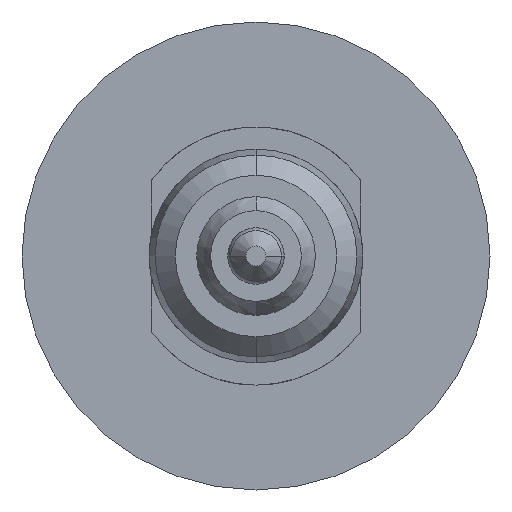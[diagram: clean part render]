
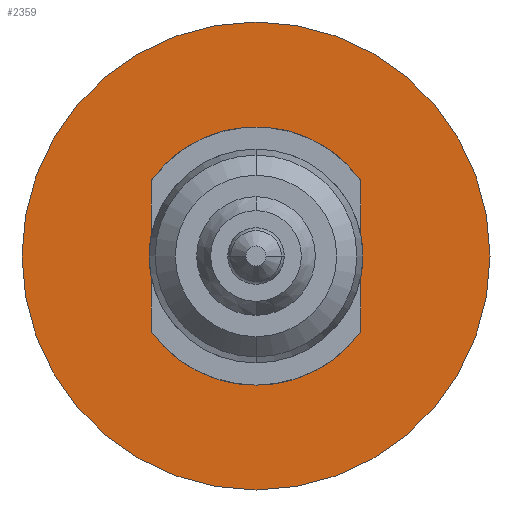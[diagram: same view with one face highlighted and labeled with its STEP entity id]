
A CAD part, front view. The second image highlights one B-rep face of the part: STEP entity #2359.
In plain terms, the highlighted planar face has unit normal (0, -1, 0).
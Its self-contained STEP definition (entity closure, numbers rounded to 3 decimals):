
#44 = CARTESIAN_POINT ( 'NONE',  ( 0., 33.4, -1.4 ) ) ;
#71 = EDGE_LOOP ( 'NONE', ( #4040, #1361 ) ) ;
#183 = CARTESIAN_POINT ( 'NONE',  ( 0.55, 33.4, 0. ) ) ;
#279 = DIRECTION ( 'NONE',  ( 0., 0., 1. ) ) ;
#301 = VERTEX_POINT ( 'NONE', #2813 ) ;
#328 = VECTOR ( 'NONE', #2050, 1000. ) ;
#392 = VECTOR ( 'NONE', #279, 1000. ) ;
#428 = EDGE_CURVE ( 'Defeature ausgef�hrt2_35+Defeature ausgef�hrt2_47+Defeature ausgef�hrt2_33+Defeature ausgef�hrt2_33', #2399, #301, #4332, .T. ) ;
#429 = DIRECTION ( 'NONE',  ( 0., 0., -1. ) ) ;
#446 = CARTESIAN_POINT ( 'NONE',  ( 0., 33.4, 0. ) ) ;
#457 = VERTEX_POINT ( 'NONE', #984 ) ;
#463 = CIRCLE ( 'NONE', #2322, 1.05 ) ;
#478 = CARTESIAN_POINT ( 'NONE',  ( -0.55, 33.4, 0. ) ) ;
#570 = AXIS2_PLACEMENT_3D ( 'NONE', #446, #3710, #1252 ) ;
#572 = EDGE_CURVE ( 'Defeature ausgef�hrt2_51+Defeature ausgef�hrt2_47+Defeature ausgef�hrt2_48+Defeature ausgef�hrt2_43', #1464, #4974, #2786, .T. ) ;
#605 = DIRECTION ( 'NONE',  ( 0., -1., 0. ) ) ;
#696 = CIRCLE ( 'NONE', #2190, 2.9 ) ;
#790 = CARTESIAN_POINT ( 'NONE',  ( 0.5, 33.4, 1.308 ) ) ;
#792 = CARTESIAN_POINT ( 'NONE',  ( -0.5, 33.4, -10. ) ) ;
#836 = DIRECTION ( 'NONE',  ( 0., 0., -1. ) ) ;
#868 = EDGE_CURVE ( 'Defeature ausgef�hrt2_47+Defeature ausgef�hrt2_46+Defeature ausgef�hrt2_46+Defeature ausgef�hrt2_46', #1344, #5065, #696, .T. ) ;
#915 = ORIENTED_EDGE ( 'NONE', *, *, #1477, .F. ) ;
#984 = CARTESIAN_POINT ( 'NONE',  ( -0.5, 33.4, 1.308 ) ) ;
#1037 = ORIENTED_EDGE ( 'NONE', *, *, #3519, .T. ) ;
#1138 = CIRCLE ( 'NONE', #4581, 2.9 ) ;
#1191 = AXIS2_PLACEMENT_3D ( 'NONE', #2462, #4417, #3657 ) ;
#1194 = EDGE_CURVE ( 'Defeature ausgef�hrt2_33+Defeature ausgef�hrt2_47+Defeature ausgef�hrt2_34+Defeature ausgef�hrt2_34', #4774, #4919, #4725, .T. ) ;
#1252 = DIRECTION ( 'NONE',  ( 0., 0., -1. ) ) ;
#1271 = DIRECTION ( 'NONE',  ( 0., -1., 0. ) ) ;
#1285 = CARTESIAN_POINT ( 'NONE',  ( 0., 33.4, 0. ) ) ;
#1344 = VERTEX_POINT ( 'NONE', #1560 ) ;
#1361 = ORIENTED_EDGE ( 'NONE', *, *, #868, .T. ) ;
#1392 = DIRECTION ( 'NONE',  ( 0., 0., -1. ) ) ;
#1464 = VERTEX_POINT ( 'NONE', #2444 ) ;
#1477 = EDGE_CURVE ( 'Defeature ausgef�hrt2_43+Defeature ausgef�hrt2_47+Defeature ausgef�hrt2_51+Defeature ausgef�hrt2_52', #4974, #457, #2802, .T. ) ;
#1503 = VERTEX_POINT ( 'NONE', #3694 ) ;
#1527 = FACE_BOUND ( 'NONE', #4187, .T. ) ;
#1550 = EDGE_CURVE ( 'Defeature ausgef�hrt2_48+Defeature ausgef�hrt2_47+Defeature ausgef�hrt2_52+Defeature ausgef�hrt2_51', #2023, #1464, #4665, .T. ) ;
#1560 = CARTESIAN_POINT ( 'NONE',  ( 0., 33.4, 2.9 ) ) ;
#1583 = ORIENTED_EDGE ( 'NONE', *, *, #1194, .F. ) ;
#1665 = CARTESIAN_POINT ( 'NONE',  ( 0., 33.4, 0. ) ) ;
#1678 = EDGE_LOOP ( 'NONE', ( #3851, #1037, #915, #4229, #4183 ) ) ;
#1699 = DIRECTION ( 'NONE',  ( 0., 0., -1. ) ) ;
#1761 = CARTESIAN_POINT ( 'NONE',  ( -0.55, 33.4, -0.894 ) ) ;
#1971 = FACE_BOUND ( 'NONE', #1678, .T. ) ;
#1986 = AXIS2_PLACEMENT_3D ( 'NONE', #3697, #1271, #429 ) ;
#2023 = VERTEX_POINT ( 'NONE', #44 ) ;
#2050 = DIRECTION ( 'NONE',  ( 0., 0., 1. ) ) ;
#2096 = EDGE_CURVE ( 'Defeature ausgef�hrt2_33+Defeature ausgef�hrt2_47+Defeature ausgef�hrt2_35+Defeature ausgef�hrt2_35', #301, #2399, #463, .T. ) ;
#2103 = EDGE_LOOP ( 'NONE', ( #4564, #3647 ) ) ;
#2105 = DIRECTION ( 'NONE',  ( 0., -1., 0. ) ) ;
#2160 = CIRCLE ( 'NONE', #5111, 1.4 ) ;
#2190 = AXIS2_PLACEMENT_3D ( 'NONE', #4625, #605, #4234 ) ;
#2322 = AXIS2_PLACEMENT_3D ( 'NONE', #1285, #2105, #1699 ) ;
#2359 = ADVANCED_FACE ( 'Defeature ausgef�hrt2_47', ( #1527, #5086, #1971, #4404 ), #4022, .T. ) ;
#2399 = VERTEX_POINT ( 'NONE', #1761 ) ;
#2444 = CARTESIAN_POINT ( 'NONE',  ( 0.5, 33.4, -1.308 ) ) ;
#2462 = CARTESIAN_POINT ( 'NONE',  ( 0., 33.4, 0. ) ) ;
#2539 = LINE ( 'NONE', #792, #328 ) ;
#2786 = LINE ( 'NONE', #5059, #392 ) ;
#2802 = CIRCLE ( 'NONE', #570, 1.4 ) ;
#2813 = CARTESIAN_POINT ( 'NONE',  ( -0.55, 33.4, 0.894 ) ) ;
#2830 = EDGE_CURVE ( 'Defeature ausgef�hrt2_48+Defeature ausgef�hrt2_47+Defeature ausgef�hrt2_52+Defeature ausgef�hrt2_51', #1503, #2023, #2160, .T. ) ;
#2898 = AXIS2_PLACEMENT_3D ( 'NONE', #1665, #4035, #4885 ) ;
#2902 = EDGE_CURVE ( 'Defeature ausgef�hrt2_47+Defeature ausgef�hrt2_46+Defeature ausgef�hrt2_46+Defeature ausgef�hrt2_46', #5065, #1344, #1138, .T. ) ;
#2943 = CARTESIAN_POINT ( 'NONE',  ( 0.55, 33.4, 0.894 ) ) ;
#2951 = DIRECTION ( 'NONE',  ( 0., 0., 1. ) ) ;
#3154 = CARTESIAN_POINT ( 'NONE',  ( 0.55, 33.4, -0.894 ) ) ;
#3330 = CARTESIAN_POINT ( 'NONE',  ( 0., 33.4, 0. ) ) ;
#3377 = DIRECTION ( 'NONE',  ( 0., 0., -1. ) ) ;
#3394 = DIRECTION ( 'NONE',  ( 0., -1., 0. ) ) ;
#3424 = VECTOR ( 'NONE', #1392, 1000. ) ;
#3519 = EDGE_CURVE ( 'Defeature ausgef�hrt2_47+Defeature ausgef�hrt2_52+Defeature ausgef�hrt2_48+Defeature ausgef�hrt2_43', #1503, #457, #2539, .T. ) ;
#3561 = VECTOR ( 'NONE', #2951, 1000. ) ;
#3647 = ORIENTED_EDGE ( 'NONE', *, *, #428, .F. ) ;
#3657 = DIRECTION ( 'NONE',  ( 0., 0., -1. ) ) ;
#3694 = CARTESIAN_POINT ( 'NONE',  ( -0.5, 33.4, -1.308 ) ) ;
#3697 = CARTESIAN_POINT ( 'NONE',  ( 1.4, 33.4, 0. ) ) ;
#3703 = DIRECTION ( 'NONE',  ( 0., -1., 0. ) ) ;
#3709 = EDGE_CURVE ( 'Defeature ausgef�hrt2_34+Defeature ausgef�hrt2_47+Defeature ausgef�hrt2_33+Defeature ausgef�hrt2_33', #4919, #4774, #3894, .T. ) ;
#3710 = DIRECTION ( 'NONE',  ( 0., -1., 0. ) ) ;
#3851 = ORIENTED_EDGE ( 'NONE', *, *, #2830, .F. ) ;
#3894 = LINE ( 'NONE', #183, #3424 ) ;
#4022 = PLANE ( 'NONE',  #1986 ) ;
#4035 = DIRECTION ( 'NONE',  ( 0., -1., 0. ) ) ;
#4040 = ORIENTED_EDGE ( 'NONE', *, *, #2902, .T. ) ;
#4049 = CARTESIAN_POINT ( 'NONE',  ( 0., 33.4, -2.9 ) ) ;
#4183 = ORIENTED_EDGE ( 'NONE', *, *, #1550, .F. ) ;
#4187 = EDGE_LOOP ( 'NONE', ( #1583, #4658 ) ) ;
#4229 = ORIENTED_EDGE ( 'NONE', *, *, #572, .F. ) ;
#4234 = DIRECTION ( 'NONE',  ( 0., 0., -1. ) ) ;
#4332 = LINE ( 'NONE', #478, #3561 ) ;
#4404 = FACE_OUTER_BOUND ( 'NONE', #71, .T. ) ;
#4417 = DIRECTION ( 'NONE',  ( 0., -1., 0. ) ) ;
#4564 = ORIENTED_EDGE ( 'NONE', *, *, #2096, .F. ) ;
#4581 = AXIS2_PLACEMENT_3D ( 'NONE', #4896, #3394, #3377 ) ;
#4625 = CARTESIAN_POINT ( 'NONE',  ( 0., 33.4, 0. ) ) ;
#4658 = ORIENTED_EDGE ( 'NONE', *, *, #3709, .F. ) ;
#4665 = CIRCLE ( 'NONE', #1191, 1.4 ) ;
#4725 = CIRCLE ( 'NONE', #2898, 1.05 ) ;
#4774 = VERTEX_POINT ( 'NONE', #3154 ) ;
#4885 = DIRECTION ( 'NONE',  ( 0., 0., -1. ) ) ;
#4896 = CARTESIAN_POINT ( 'NONE',  ( 0., 33.4, 0. ) ) ;
#4919 = VERTEX_POINT ( 'NONE', #2943 ) ;
#4974 = VERTEX_POINT ( 'NONE', #790 ) ;
#5059 = CARTESIAN_POINT ( 'NONE',  ( 0.5, 33.4, -10. ) ) ;
#5065 = VERTEX_POINT ( 'NONE', #4049 ) ;
#5086 = FACE_BOUND ( 'NONE', #2103, .T. ) ;
#5111 = AXIS2_PLACEMENT_3D ( 'NONE', #3330, #3703, #836 ) ;
